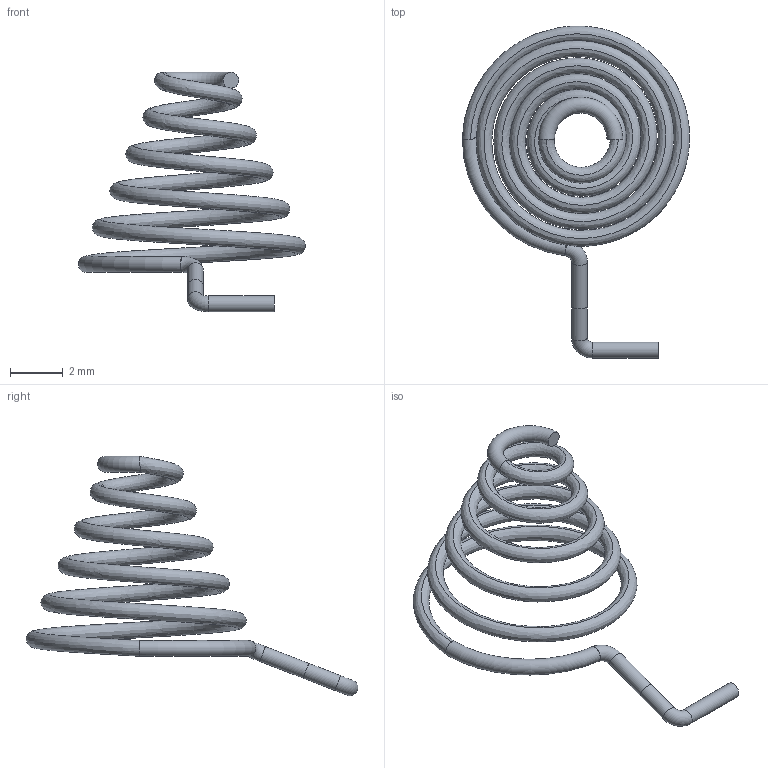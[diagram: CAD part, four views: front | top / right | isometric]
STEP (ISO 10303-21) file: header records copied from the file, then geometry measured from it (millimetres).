
FILE_DESCRIPTION(/* description */ (''),/* implementation_level */ '2;1');
FILE_NAME(/* name */ 'keystone-PN243-Reforming2.step',/* time_stamp */ '2020-03-18T00:05:30+09:00',/* author */ (''),/* organization */ (''),/* preprocessor_version */ 'ST-DEVELOPER v18',/* originating_system */ 'Autodesk Translation Framework v8.12.0.6',/* authorisation */ '');
FILE_SCHEMA (('AUTOMOTIVE_DESIGN { 1 0 10303 214 3 1 1 }'));
Length unit declared in the file: millimetre
Products named in the file (1): keystone-PN243-Reforming3
Bounding box: 8.64 x 12.62 x 9.1 mm (x, y, z)
Volume: 28.2 mm3; surface area: 190.3 mm2
Topology: 1 solids, 1 shells, 15 faces, 59 edges, 46 vertices
Faces by surface type: plane 6, torus 4, cylinder 3, bspline 2
Full cylindrical faces by diameter (mm): 0.6 x3
Entity records: 2564 total; most frequent: CARTESIAN_POINT 2044, ORIENTED_EDGE 118, DIRECTION 88, EDGE_CURVE 59, VERTEX_POINT 46, AXIS2_PLACEMENT_3D 42, CIRCLE 28, B_SPLINE_CURVE_WITH_KNOTS 27
